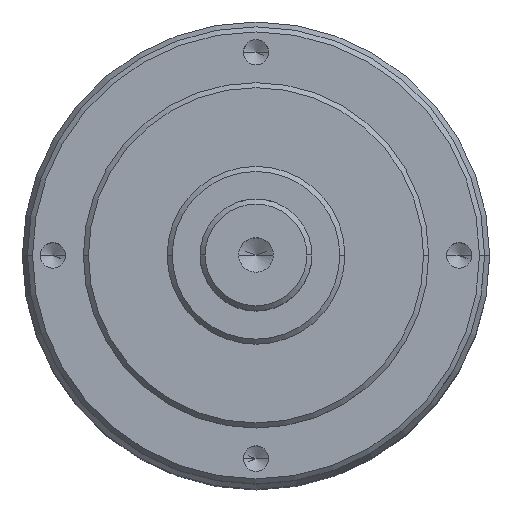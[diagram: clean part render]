
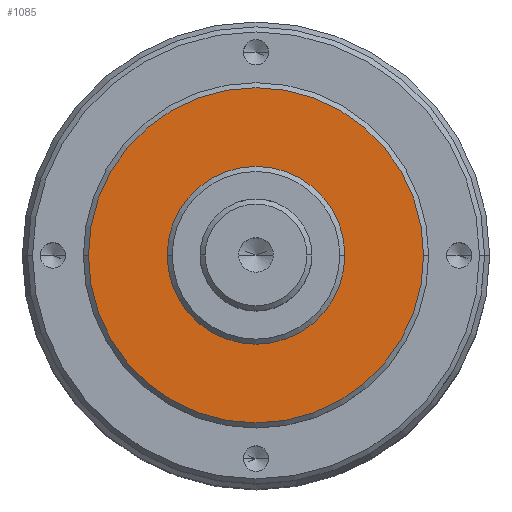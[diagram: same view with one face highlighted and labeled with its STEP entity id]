
A CAD part, top view. The second image highlights one B-rep face of the part: STEP entity #1085.
In plain terms, the highlighted planar face has unit normal (0, 0, 1).
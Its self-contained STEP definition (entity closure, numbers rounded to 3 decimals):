
#264=CARTESIAN_POINT('',(0.,0.,107.));
#265=DIRECTION('',(0.,0.,1.));
#266=DIRECTION('',(1.,0.,0.));
#267=AXIS2_PLACEMENT_3D('',#264,#265,#266);
#269=CARTESIAN_POINT('',(0.,0.,107.));
#270=DIRECTION('',(0.,0.,1.));
#271=DIRECTION('',(-1.,0.,0.));
#272=AXIS2_PLACEMENT_3D('',#269,#270,#271);
#274=CARTESIAN_POINT('',(0.,0.,107.));
#275=DIRECTION('',(0.,0.,-1.));
#276=DIRECTION('',(1.,0.,0.));
#277=AXIS2_PLACEMENT_3D('',#274,#275,#276);
#279=CARTESIAN_POINT('',(0.,0.,107.));
#280=DIRECTION('',(0.,0.,-1.));
#281=DIRECTION('',(-1.,0.,0.));
#282=AXIS2_PLACEMENT_3D('',#279,#280,#281);
#578=CARTESIAN_POINT('',(-17.5,0.,107.));
#580=VERTEX_POINT('',#578);
#582=CARTESIAN_POINT('',(17.5,0.,107.));
#584=VERTEX_POINT('',#582);
#594=CARTESIAN_POINT('',(33.,0.,107.));
#595=VERTEX_POINT('',#594);
#596=CARTESIAN_POINT('',(-33.,0.,107.));
#597=VERTEX_POINT('',#596);
#1070=CARTESIAN_POINT('',(0.,0.,107.));
#1071=DIRECTION('',(0.,0.,1.));
#1072=DIRECTION('',(1.,0.,0.));
#1073=AXIS2_PLACEMENT_3D('',#1070,#1071,#1072);
#1074=PLANE('',#1073);
#1075=ORIENTED_EDGE('',*,*,#1052,.F.);
#1076=ORIENTED_EDGE('',*,*,#1037,.F.);
#1077=EDGE_LOOP('',(#1075,#1076));
#1078=FACE_OUTER_BOUND('',#1077,.F.);
#1080=ORIENTED_EDGE('',*,*,#1079,.F.);
#1082=ORIENTED_EDGE('',*,*,#1081,.F.);
#1083=EDGE_LOOP('',(#1080,#1082));
#1084=FACE_BOUND('',#1083,.F.);
#1085=ADVANCED_FACE('',(#1078,#1084),#1074,.T.);
#268=CIRCLE('',#267,33.);
#273=CIRCLE('',#272,33.);
#278=CIRCLE('',#277,17.5);
#283=CIRCLE('',#282,17.5);
#1037=EDGE_CURVE('',#597,#595,#273,.T.);
#1052=EDGE_CURVE('',#595,#597,#268,.T.);
#1079=EDGE_CURVE('',#584,#580,#278,.T.);
#1081=EDGE_CURVE('',#580,#584,#283,.T.);
